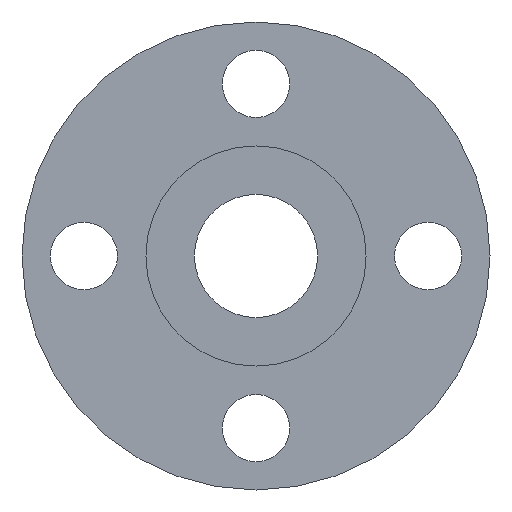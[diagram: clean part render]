
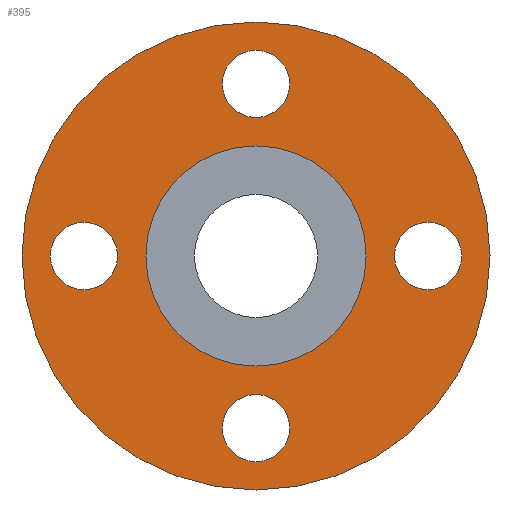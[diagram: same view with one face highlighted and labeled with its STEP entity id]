
A CAD part, front view. The second image highlights one B-rep face of the part: STEP entity #395.
In plain terms, the highlighted planar face has unit normal (0, -1, 0).
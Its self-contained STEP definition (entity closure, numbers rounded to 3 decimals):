
#3 = CARTESIAN_POINT ( 'NONE',  ( 57.15, 1.6, 0. ) ) ;
#15 = EDGE_CURVE ( 'NONE', #571, #165, #610, .T. ) ;
#42 = VERTEX_POINT ( 'NONE', #581 ) ;
#51 = CARTESIAN_POINT ( 'NONE',  ( 46., 1.6, 0. ) ) ;
#78 = PLANE ( 'NONE',  #452 ) ;
#91 = DIRECTION ( 'NONE',  ( 0., 0., 1. ) ) ;
#98 = ORIENTED_EDGE ( 'NONE', *, *, #826, .F. ) ;
#103 = DIRECTION ( 'NONE',  ( 0., -1., 0. ) ) ;
#105 = CARTESIAN_POINT ( 'NONE',  ( 0., 1.6, 0. ) ) ;
#106 = VERTEX_POINT ( 'NONE', #790 ) ;
#116 = CARTESIAN_POINT ( 'NONE',  ( 0., 1.6, 57.15 ) ) ;
#130 = AXIS2_PLACEMENT_3D ( 'NONE', #348, #611, #485 ) ;
#131 = FACE_BOUND ( 'NONE', #277, .T. ) ;
#138 = DIRECTION ( 'NONE',  ( 0., 0., -1. ) ) ;
#162 = AXIS2_PLACEMENT_3D ( 'NONE', #693, #414, #138 ) ;
#165 = VERTEX_POINT ( 'NONE', #320 ) ;
#167 = ORIENTED_EDGE ( 'NONE', *, *, #771, .F. ) ;
#173 = CIRCLE ( 'NONE', #688, 36.55 ) ;
#177 = CIRCLE ( 'NONE', #162, 11.15 ) ;
#183 = AXIS2_PLACEMENT_3D ( 'NONE', #629, #752, #680 ) ;
#202 = ORIENTED_EDGE ( 'NONE', *, *, #229, .F. ) ;
#210 = DIRECTION ( 'NONE',  ( 0., -1., 0. ) ) ;
#219 = AXIS2_PLACEMENT_3D ( 'NONE', #578, #442, #511 ) ;
#226 = VERTEX_POINT ( 'NONE', #528 ) ;
#229 = EDGE_CURVE ( 'NONE', #422, #554, #627, .T. ) ;
#267 = FACE_OUTER_BOUND ( 'NONE', #637, .T. ) ;
#274 = CIRCLE ( 'NONE', #785, 11.15 ) ;
#277 = EDGE_LOOP ( 'NONE', ( #289, #443 ) ) ;
#284 = CARTESIAN_POINT ( 'NONE',  ( 0., 1.6, 36.55 ) ) ;
#289 = ORIENTED_EDGE ( 'NONE', *, *, #633, .T. ) ;
#292 = CIRCLE ( 'NONE', #130, 11.15 ) ;
#297 = DIRECTION ( 'NONE',  ( 0., 1., 0. ) ) ;
#303 = DIRECTION ( 'NONE',  ( 0., 0., 1. ) ) ;
#307 = AXIS2_PLACEMENT_3D ( 'NONE', #561, #297, #303 ) ;
#312 = EDGE_CURVE ( 'NONE', #106, #889, #791, .T. ) ;
#320 = CARTESIAN_POINT ( 'NONE',  ( 0., 1.6, 68.3 ) ) ;
#321 = ORIENTED_EDGE ( 'NONE', *, *, #674, .F. ) ;
#347 = CARTESIAN_POINT ( 'NONE',  ( 68.3, 1.6, 0. ) ) ;
#348 = CARTESIAN_POINT ( 'NONE',  ( 57.15, 1.6, 0. ) ) ;
#355 = CARTESIAN_POINT ( 'NONE',  ( 0., 1.6, 0. ) ) ;
#369 = CIRCLE ( 'NONE', #483, 11.15 ) ;
#374 = CARTESIAN_POINT ( 'NONE',  ( 0., 1.6, 46. ) ) ;
#395 = ADVANCED_FACE ( 'NONE', ( #707, #421, #473, #488, #131, #267 ), #78, .T. ) ;
#396 = DIRECTION ( 'NONE',  ( -1., 0., 0. ) ) ;
#405 = DIRECTION ( 'NONE',  ( 0., 0., 1. ) ) ;
#408 = EDGE_CURVE ( 'NONE', #692, #226, #173, .T. ) ;
#413 = EDGE_CURVE ( 'NONE', #658, #856, #292, .T. ) ;
#414 = DIRECTION ( 'NONE',  ( 0., -1., 0. ) ) ;
#421 = FACE_BOUND ( 'NONE', #835, .T. ) ;
#422 = VERTEX_POINT ( 'NONE', #622 ) ;
#429 = CARTESIAN_POINT ( 'NONE',  ( 0., 1.6, -46. ) ) ;
#431 = AXIS2_PLACEMENT_3D ( 'NONE', #644, #721, #91 ) ;
#442 = DIRECTION ( 'NONE',  ( 0., -1., 0. ) ) ;
#443 = ORIENTED_EDGE ( 'NONE', *, *, #408, .T. ) ;
#448 = ORIENTED_EDGE ( 'NONE', *, *, #15, .F. ) ;
#452 = AXIS2_PLACEMENT_3D ( 'NONE', #284, #845, #756 ) ;
#472 = DIRECTION ( 'NONE',  ( 1., 0., 0. ) ) ;
#473 = FACE_BOUND ( 'NONE', #682, .T. ) ;
#476 = CARTESIAN_POINT ( 'NONE',  ( 0., 1.6, 77.7 ) ) ;
#483 = AXIS2_PLACEMENT_3D ( 'NONE', #116, #585, #873 ) ;
#485 = DIRECTION ( 'NONE',  ( 1., 0., 0. ) ) ;
#488 = FACE_BOUND ( 'NONE', #503, .T. ) ;
#503 = EDGE_LOOP ( 'NONE', ( #733, #202 ) ) ;
#511 = DIRECTION ( 'NONE',  ( 0., 0., 1. ) ) ;
#515 = EDGE_LOOP ( 'NONE', ( #321, #98 ) ) ;
#516 = CARTESIAN_POINT ( 'NONE',  ( -46., 1.6, 0. ) ) ;
#528 = CARTESIAN_POINT ( 'NONE',  ( 0., 1.6, 36.55 ) ) ;
#539 = EDGE_CURVE ( 'NONE', #889, #106, #706, .T. ) ;
#541 = DIRECTION ( 'NONE',  ( 0., 1., 0. ) ) ;
#549 = AXIS2_PLACEMENT_3D ( 'NONE', #105, #804, #405 ) ;
#554 = VERTEX_POINT ( 'NONE', #429 ) ;
#561 = CARTESIAN_POINT ( 'NONE',  ( 0., 1.6, 0. ) ) ;
#571 = VERTEX_POINT ( 'NONE', #374 ) ;
#578 = CARTESIAN_POINT ( 'NONE',  ( 0., 1.6, 57.15 ) ) ;
#581 = CARTESIAN_POINT ( 'NONE',  ( -68.3, 1.6, 0. ) ) ;
#585 = DIRECTION ( 'NONE',  ( 0., -1., 0. ) ) ;
#591 = CARTESIAN_POINT ( 'NONE',  ( 0., 1.6, -57.15 ) ) ;
#597 = CARTESIAN_POINT ( 'NONE',  ( -57.15, 1.6, 0. ) ) ;
#604 = CIRCLE ( 'NONE', #431, 36.55 ) ;
#610 = CIRCLE ( 'NONE', #219, 11.15 ) ;
#611 = DIRECTION ( 'NONE',  ( 0., -1., 0. ) ) ;
#622 = CARTESIAN_POINT ( 'NONE',  ( 0., 1.6, -68.3 ) ) ;
#626 = DIRECTION ( 'NONE',  ( 0., 0., 1. ) ) ;
#627 = CIRCLE ( 'NONE', #747, 11.15 ) ;
#629 = CARTESIAN_POINT ( 'NONE',  ( -57.15, 1.6, 0. ) ) ;
#633 = EDGE_CURVE ( 'NONE', #226, #692, #604, .T. ) ;
#637 = EDGE_LOOP ( 'NONE', ( #820, #708 ) ) ;
#644 = CARTESIAN_POINT ( 'NONE',  ( 0., 1.6, 0. ) ) ;
#658 = VERTEX_POINT ( 'NONE', #51 ) ;
#674 = EDGE_CURVE ( 'NONE', #678, #42, #274, .T. ) ;
#678 = VERTEX_POINT ( 'NONE', #516 ) ;
#680 = DIRECTION ( 'NONE',  ( -1., 0., 0. ) ) ;
#682 = EDGE_LOOP ( 'NONE', ( #698, #813 ) ) ;
#688 = AXIS2_PLACEMENT_3D ( 'NONE', #355, #541, #626 ) ;
#692 = VERTEX_POINT ( 'NONE', #803 ) ;
#693 = CARTESIAN_POINT ( 'NONE',  ( 0., 1.6, -57.15 ) ) ;
#694 = CIRCLE ( 'NONE', #814, 11.15 ) ;
#698 = ORIENTED_EDGE ( 'NONE', *, *, #413, .F. ) ;
#706 = CIRCLE ( 'NONE', #307, 77.7 ) ;
#707 = FACE_BOUND ( 'NONE', #515, .T. ) ;
#708 = ORIENTED_EDGE ( 'NONE', *, *, #312, .F. ) ;
#721 = DIRECTION ( 'NONE',  ( 0., 1., 0. ) ) ;
#733 = ORIENTED_EDGE ( 'NONE', *, *, #898, .F. ) ;
#747 = AXIS2_PLACEMENT_3D ( 'NONE', #591, #878, #809 ) ;
#752 = DIRECTION ( 'NONE',  ( 0., -1., 0. ) ) ;
#756 = DIRECTION ( 'NONE',  ( 0., 0., -1. ) ) ;
#771 = EDGE_CURVE ( 'NONE', #165, #571, #369, .T. ) ;
#785 = AXIS2_PLACEMENT_3D ( 'NONE', #597, #103, #396 ) ;
#790 = CARTESIAN_POINT ( 'NONE',  ( 0., 1.6, -77.7 ) ) ;
#791 = CIRCLE ( 'NONE', #549, 77.7 ) ;
#803 = CARTESIAN_POINT ( 'NONE',  ( 0., 1.6, -36.55 ) ) ;
#804 = DIRECTION ( 'NONE',  ( 0., 1., 0. ) ) ;
#809 = DIRECTION ( 'NONE',  ( 0., 0., -1. ) ) ;
#813 = ORIENTED_EDGE ( 'NONE', *, *, #843, .F. ) ;
#814 = AXIS2_PLACEMENT_3D ( 'NONE', #3, #210, #472 ) ;
#820 = ORIENTED_EDGE ( 'NONE', *, *, #539, .F. ) ;
#826 = EDGE_CURVE ( 'NONE', #42, #678, #906, .T. ) ;
#835 = EDGE_LOOP ( 'NONE', ( #448, #167 ) ) ;
#843 = EDGE_CURVE ( 'NONE', #856, #658, #694, .T. ) ;
#845 = DIRECTION ( 'NONE',  ( 0., -1., 0. ) ) ;
#856 = VERTEX_POINT ( 'NONE', #347 ) ;
#873 = DIRECTION ( 'NONE',  ( 0., 0., 1. ) ) ;
#878 = DIRECTION ( 'NONE',  ( 0., -1., 0. ) ) ;
#889 = VERTEX_POINT ( 'NONE', #476 ) ;
#898 = EDGE_CURVE ( 'NONE', #554, #422, #177, .T. ) ;
#906 = CIRCLE ( 'NONE', #183, 11.15 ) ;
